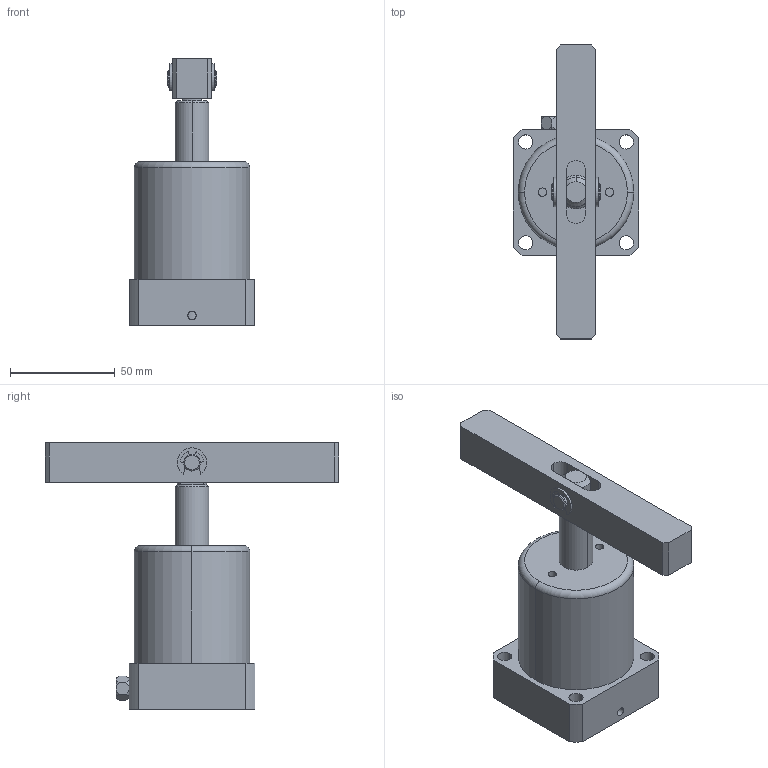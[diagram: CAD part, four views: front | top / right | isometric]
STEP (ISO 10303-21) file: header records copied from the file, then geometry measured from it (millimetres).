
FILE_DESCRIPTION (( 'STEP AP203' ), '1' );
FILE_NAME ('ASC-MF40D.STEP', '2019-05-14T06:32:10', ( 'User' ), ( 'china' ), 'SwSTEP 2.0', 'SolidWorks 2018', '' );
FILE_SCHEMA (( 'CONFIG_CONTROL_DESIGN' ));
Length unit declared in the file: millimetre
Products named in the file (11): KKDC_3; CHS-TXF-01; ASC-MF40D; CHS-MF25-TXF-03; CHS-MF25-TXF-02; m6LM; M12-txf_asm; MF40D活塞杆; 揤旋_1; XDIAO_3; ASC-MF40BT
Assembly tree (11 placements, depth 3):
  ASC-MF40D
    ASC-MF40BT
    M12-txf_asm
      CHS-TXF-01
      CHS-MF25-TXF-03
      CHS-MF25-TXF-02
      m6LM
    MF40D活塞杆
    揤旋_1
    XDIAO_3
    KKDC_3  x2
Bounding box: 60 x 140 x 127 mm (x, y, z)
Volume: 228176.7 mm3; surface area: 57397.1 mm2
Topology: 10 solids, 10 shells, 381 faces, 941 edges, 606 vertices
Faces by surface type: cylinder 195, plane 108, cone 49, bspline 27, torus 2
Entity records: 17915 total; most frequent: CARTESIAN_POINT 8402, ORIENTED_EDGE 1776, DIRECTION 1655, EDGE_CURVE 888, AXIS2_PLACEMENT_3D 658, VERTEX_POINT 574, EDGE_LOOP 420, FACE_OUTER_BOUND 363
